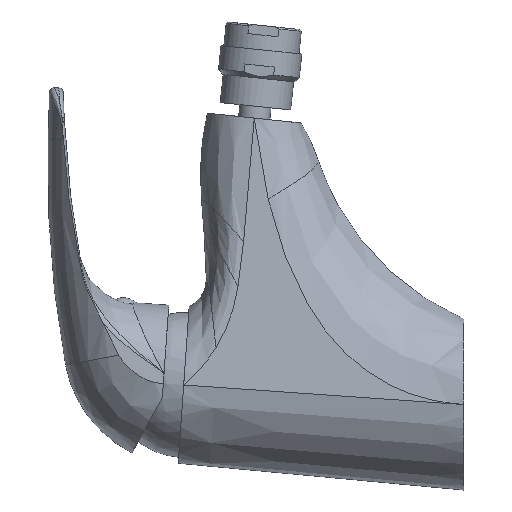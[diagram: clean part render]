
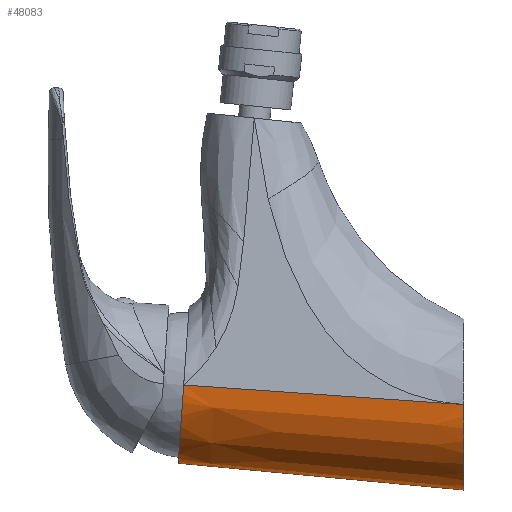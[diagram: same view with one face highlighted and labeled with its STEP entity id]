
A CAD part, left-side view. The second image highlights one B-rep face of the part: STEP entity #48083.
In plain terms, the highlighted free-form (B-spline) face has degree [3, 3] with [8, 7] control points.
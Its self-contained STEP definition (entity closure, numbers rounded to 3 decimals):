
#6674=CARTESIAN_POINT('',(-24.95,89.,6.223));
#6752=CARTESIAN_POINT('',(-27.15,0.,0.));
#6800=DIRECTION('',(0.,0.996,0.093));
#6801=VECTOR('',#6800,91.136);
#6802=CARTESIAN_POINT('',(0.,0.,-27.15));
#6803=LINE('',#6802,#6801);
#6820=CARTESIAN_POINT('',(0.,90.74,-18.666));
#6821=CARTESIAN_POINT('',(-2.177,90.74,
-18.666));
#6822=CARTESIAN_POINT('',(-8.709,90.681,
-17.813));
#6823=CARTESIAN_POINT('',(-18.469,90.288,
-12.201));
#6824=CARTESIAN_POINT('',(-24.095,89.608,
-2.464));
#6825=CARTESIAN_POINT('',(-24.95,89.152,4.051));
#6826=CARTESIAN_POINT('',(-24.95,89.,6.223));
#6939=DIRECTION('',(-0.025,-0.997,-0.07));
#6940=VECTOR('',#6939,89.244);
#6941=CARTESIAN_POINT('',(-24.95,89.,6.223));
#6942=LINE('',#6941,#6940);
#6943=CARTESIAN_POINT('',(0.,0.,-27.15));
#6944=CARTESIAN_POINT('',(-2.369,0.,-27.15));
#6945=CARTESIAN_POINT('',(-9.477,0.,-26.22));
#6946=CARTESIAN_POINT('',(-20.098,0.,-20.098));
#6947=CARTESIAN_POINT('',(-26.22,0.,-9.477));
#6948=CARTESIAN_POINT('',(-27.15,0.,-2.369));
#6949=CARTESIAN_POINT('',(-27.15,0.,0.));
#34518=CARTESIAN_POINT('',(0.,0.,-27.15));
#34519=CARTESIAN_POINT('',(0.,90.74,-18.666));
#34520=VERTEX_POINT('',#34518);
#34521=VERTEX_POINT('',#34519);
#34532=VERTEX_POINT('',#6752);
#34538=VERTEX_POINT('',#6674);
#48020=CARTESIAN_POINT('',(0.854,-1.815,
-27.306));
#48021=CARTESIAN_POINT('',(-1.803,-1.815,
-27.39));
#48022=CARTESIAN_POINT('',(-9.237,-1.814,
-26.535));
#48023=CARTESIAN_POINT('',(-20.13,-1.806,
-20.256));
#48024=CARTESIAN_POINT('',(-26.409,-1.792,
-9.362));
#48025=CARTESIAN_POINT('',(-27.264,-1.782,
-1.927));
#48026=CARTESIAN_POINT('',(-27.181,-1.779,
0.73));
#48027=CARTESIAN_POINT('',(0.851,2.151,
-26.936));
#48028=CARTESIAN_POINT('',(-1.796,2.151,
-27.019));
#48029=CARTESIAN_POINT('',(-9.205,2.15,
-26.167));
#48030=CARTESIAN_POINT('',(-20.059,2.14,
-19.91));
#48031=CARTESIAN_POINT('',(-26.316,2.124,
-9.057));
#48032=CARTESIAN_POINT('',(-27.168,2.112,
-1.648));
#48033=CARTESIAN_POINT('',(-27.084,2.108,
0.999));
#48034=CARTESIAN_POINT('',(0.843,12.838,
-25.936));
#48035=CARTESIAN_POINT('',(-1.779,12.839,
-26.019));
#48036=CARTESIAN_POINT('',(-9.117,12.831,
-25.175));
#48037=CARTESIAN_POINT('',(-19.867,12.774,
-18.98));
#48038=CARTESIAN_POINT('',(-26.064,12.675,
-8.233));
#48039=CARTESIAN_POINT('',(-26.908,12.608,
-0.898));
#48040=CARTESIAN_POINT('',(-26.825,12.584,
1.723));
#48041=CARTESIAN_POINT('',(0.827,33.607,
-23.995));
#48042=CARTESIAN_POINT('',(-1.746,33.609,
-24.076));
#48043=CARTESIAN_POINT('',(-8.946,33.589,
-23.248));
#48044=CARTESIAN_POINT('',(-19.495,33.44,
-17.173));
#48045=CARTESIAN_POINT('',(-25.575,33.182,
-6.633));
#48046=CARTESIAN_POINT('',(-26.403,33.006,
0.561));
#48047=CARTESIAN_POINT('',(-26.322,32.943,
3.131));
#48048=CARTESIAN_POINT('',(0.809,57.132,
-21.795));
#48049=CARTESIAN_POINT('',(-1.708,57.136,
-21.874));
#48050=CARTESIAN_POINT('',(-8.752,57.101,
-21.066));
#48051=CARTESIAN_POINT('',(-19.072,56.848,
-15.125));
#48052=CARTESIAN_POINT('',(-25.021,56.409,
-4.82));
#48053=CARTESIAN_POINT('',(-25.831,56.11,
2.213));
#48054=CARTESIAN_POINT('',(-25.752,56.003,
4.727));
#48055=CARTESIAN_POINT('',(0.793,77.902,
-19.854));
#48056=CARTESIAN_POINT('',(-1.674,77.906,
-19.931));
#48057=CARTESIAN_POINT('',(-8.581,77.859,
-19.139));
#48058=CARTESIAN_POINT('',(-18.7,77.514,
-13.318));
#48059=CARTESIAN_POINT('',(-24.532,76.916,
-3.22));
#48060=CARTESIAN_POINT('',(-25.326,76.507,
3.672));
#48061=CARTESIAN_POINT('',(-25.249,76.361,
6.135));
#48062=CARTESIAN_POINT('',(0.785,88.589,
-18.855));
#48063=CARTESIAN_POINT('',(-1.657,88.594,
-18.931));
#48064=CARTESIAN_POINT('',(-8.493,88.541,
-18.147));
#48065=CARTESIAN_POINT('',(-18.508,88.148,
-12.388));
#48066=CARTESIAN_POINT('',(-24.281,87.468,
-2.397));
#48067=CARTESIAN_POINT('',(-25.067,87.003,
4.423));
#48068=CARTESIAN_POINT('',(-24.99,86.837,
6.859));
#48069=CARTESIAN_POINT('',(0.782,92.554,
-18.484));
#48070=CARTESIAN_POINT('',(-1.651,92.56,
-18.56));
#48071=CARTESIAN_POINT('',(-8.46,92.504,
-17.779));
#48072=CARTESIAN_POINT('',(-18.437,92.094,
-12.043));
#48073=CARTESIAN_POINT('',(-24.187,91.383,
-2.091));
#48074=CARTESIAN_POINT('',(-24.97,90.898,
4.701));
#48075=CARTESIAN_POINT('',(-24.894,90.724,
7.128));
#48076=B_SPLINE_SURFACE_WITH_KNOTS('',3,3,((#48020,#48021,#48022,#48023,#48024,
#48025,#48026),(#48027,#48028,#48029,#48030,#48031,#48032,#48033),(#48034,
#48035,#48036,#48037,#48038,#48039,#48040),(#48041,#48042,#48043,#48044,#48045,
#48046,#48047),(#48048,#48049,#48050,#48051,#48052,#48053,#48054),(#48055,
#48056,#48057,#48058,#48059,#48060,#48061),(#48062,#48063,#48064,#48065,#48066,
#48067,#48068),(#48069,#48070,#48071,#48072,#48073,#48074,#48075)),
.UNSPECIFIED.,.F.,.F.,.F.,(4,1,1,1,1,4),(4,1,1,1,4),(-0.02,0.111,
0.333,0.667,0.889,1.02),(
-0.02,0.167,0.5,0.833,1.02),
.UNSPECIFIED.);
#48077=ORIENTED_EDGE('',*,*,#47416,.T.);
#48078=ORIENTED_EDGE('',*,*,#47619,.F.);
#48079=ORIENTED_EDGE('',*,*,#47697,.T.);
#48080=ORIENTED_EDGE('',*,*,#47717,.T.);
#48081=EDGE_LOOP('',(#48077,#48078,#48079,#48080));
#48082=FACE_OUTER_BOUND('',#48081,.F.);
#48083=ADVANCED_FACE('',(#48082),#48076,.F.);
#6827=B_SPLINE_CURVE_WITH_KNOTS('',3,(#6820,#6821,#6822,#6823,#6824,#6825,
#6826),.UNSPECIFIED.,.F.,.F.,(4,1,1,1,4),(0.,0.167,0.5,
0.833,1.),.UNSPECIFIED.);
#6950=B_SPLINE_CURVE_WITH_KNOTS('',3,(#6943,#6944,#6945,#6946,#6947,#6948,
#6949),.UNSPECIFIED.,.F.,.F.,(4,1,1,1,4),(0.,0.167,0.5,
0.833,1.),.UNSPECIFIED.);
#47416=EDGE_CURVE('',#34538,#34532,#6942,.T.);
#47619=EDGE_CURVE('',#34520,#34532,#6950,.T.);
#47697=EDGE_CURVE('',#34520,#34521,#6803,.T.);
#47717=EDGE_CURVE('',#34521,#34538,#6827,.T.);
